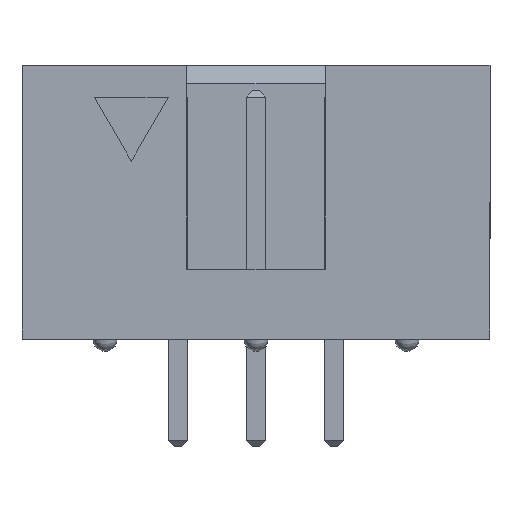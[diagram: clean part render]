
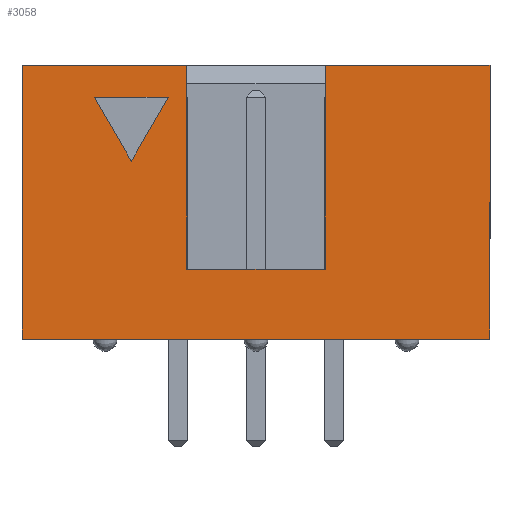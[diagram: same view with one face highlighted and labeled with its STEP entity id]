
A CAD part, front view. The second image highlights one B-rep face of the part: STEP entity #3058.
In plain terms, the highlighted planar face has unit normal (0, -1, 0).
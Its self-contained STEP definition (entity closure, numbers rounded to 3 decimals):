
#133 = CARTESIAN_POINT ( 'NONE',  ( -6.594, -2.93, 3.516 ) ) ;
#159 = ORIENTED_EDGE ( 'NONE', *, *, #6212, .T. ) ;
#217 = EDGE_CURVE ( 'NONE', #6618, #4905, #3709, .T. ) ;
#227 = DIRECTION ( 'NONE',  ( 0., -1., 0. ) ) ;
#292 = LINE ( 'NONE', #1529, #1376 ) ;
#305 = VERTEX_POINT ( 'NONE', #3284 ) ;
#503 = VECTOR ( 'NONE', #3109, 1000. ) ;
#567 = DIRECTION ( 'NONE',  ( -1., 0., 0. ) ) ;
#615 = VERTEX_POINT ( 'NONE', #3682 ) ;
#716 = VERTEX_POINT ( 'NONE', #5460 ) ;
#822 = CARTESIAN_POINT ( 'NONE',  ( -5.394, -2.93, 5.594 ) ) ;
#980 = ORIENTED_EDGE ( 'NONE', *, *, #1663, .F. ) ;
#994 = VERTEX_POINT ( 'NONE', #6341 ) ;
#1121 = CARTESIAN_POINT ( 'NONE',  ( -0.29, -2.93, -2.27 ) ) ;
#1153 = DIRECTION ( 'NONE',  ( 0., 0., 1. ) ) ;
#1294 = PLANE ( 'NONE',  #2154 ) ;
#1316 = EDGE_CURVE ( 'NONE', #716, #4252, #1574, .T. ) ;
#1359 = VECTOR ( 'NONE', #5442, 1000. ) ;
#1376 = VECTOR ( 'NONE', #2055, 1000. ) ;
#1529 = CARTESIAN_POINT ( 'NONE',  ( -5.394, -2.93, 5.594 ) ) ;
#1574 = LINE ( 'NONE', #3759, #5709 ) ;
#1650 = DIRECTION ( 'NONE',  ( 0., 0., -1. ) ) ;
#1663 = EDGE_CURVE ( 'NONE', #4905, #994, #5241, .T. ) ;
#1676 = VERTEX_POINT ( 'NONE', #2587 ) ;
#1720 = DIRECTION ( 'NONE',  ( -0.5, 0., 0.866 ) ) ;
#1918 = EDGE_CURVE ( 'NONE', #4252, #305, #4635, .T. ) ;
#2055 = DIRECTION ( 'NONE',  ( -0.5, 0., -0.866 ) ) ;
#2083 = CARTESIAN_POINT ( 'NONE',  ( 5.07, -2.93, -2.27 ) ) ;
#2128 = CARTESIAN_POINT ( 'NONE',  ( 5.07, -2.93, 0. ) ) ;
#2145 = DIRECTION ( 'NONE',  ( 1., 0., 0. ) ) ;
#2154 = AXIS2_PLACEMENT_3D ( 'NONE', #3440, #227, #3992 ) ;
#2230 = CARTESIAN_POINT ( 'NONE',  ( 5.07, -2.93, 6.63 ) ) ;
#2270 = ORIENTED_EDGE ( 'NONE', *, *, #5269, .T. ) ;
#2311 = EDGE_LOOP ( 'NONE', ( #2270, #159, #3028 ) ) ;
#2418 = LINE ( 'NONE', #5502, #3892 ) ;
#2559 = CARTESIAN_POINT ( 'NONE',  ( -2.54, -2.93, 6.63 ) ) ;
#2587 = CARTESIAN_POINT ( 'NONE',  ( -7.794, -2.93, 5.594 ) ) ;
#2688 = VECTOR ( 'NONE', #567, 1000. ) ;
#2724 = CARTESIAN_POINT ( 'NONE',  ( 5.07, -2.93, 5.594 ) ) ;
#2795 = FACE_BOUND ( 'NONE', #2311, .T. ) ;
#2945 = LINE ( 'NONE', #1121, #5666 ) ;
#2990 = ORIENTED_EDGE ( 'NONE', *, *, #217, .F. ) ;
#3028 = ORIENTED_EDGE ( 'NONE', *, *, #5609, .T. ) ;
#3058 = ADVANCED_FACE ( 'NONE', ( #2795, #3323 ), #1294, .T. ) ;
#3109 = DIRECTION ( 'NONE',  ( 0., 0., 1. ) ) ;
#3186 = ORIENTED_EDGE ( 'NONE', *, *, #6423, .T. ) ;
#3284 = CARTESIAN_POINT ( 'NONE',  ( 5.07, -2.93, -2.27 ) ) ;
#3323 = FACE_OUTER_BOUND ( 'NONE', #6141, .T. ) ;
#3422 = VERTEX_POINT ( 'NONE', #6094 ) ;
#3431 = CARTESIAN_POINT ( 'NONE',  ( -10.15, -2.93, -2.27 ) ) ;
#3440 = CARTESIAN_POINT ( 'NONE',  ( 5.07, -2.93, -2.27 ) ) ;
#3682 = CARTESIAN_POINT ( 'NONE',  ( -0.29, -2.93, 0. ) ) ;
#3709 = LINE ( 'NONE', #4361, #6419 ) ;
#3729 = EDGE_CURVE ( 'NONE', #3422, #994, #4785, .T. ) ;
#3759 = CARTESIAN_POINT ( 'NONE',  ( -2.54, -2.93, 6.63 ) ) ;
#3770 = VERTEX_POINT ( 'NONE', #133 ) ;
#3892 = VECTOR ( 'NONE', #1720, 1000. ) ;
#3992 = DIRECTION ( 'NONE',  ( 0., 0., -1. ) ) ;
#4216 = LINE ( 'NONE', #2724, #1359 ) ;
#4242 = VECTOR ( 'NONE', #6749, 1000. ) ;
#4252 = VERTEX_POINT ( 'NONE', #2230 ) ;
#4361 = CARTESIAN_POINT ( 'NONE',  ( -10.15, -2.93, -2.27 ) ) ;
#4477 = VECTOR ( 'NONE', #4791, 1000. ) ;
#4635 = LINE ( 'NONE', #2083, #4477 ) ;
#4785 = LINE ( 'NONE', #5808, #503 ) ;
#4791 = DIRECTION ( 'NONE',  ( 0., 0., -1. ) ) ;
#4905 = VERTEX_POINT ( 'NONE', #6708 ) ;
#5119 = CARTESIAN_POINT ( 'NONE',  ( -2.54, -2.93, -2.27 ) ) ;
#5129 = VERTEX_POINT ( 'NONE', #822 ) ;
#5241 = LINE ( 'NONE', #2559, #6518 ) ;
#5256 = DIRECTION ( 'NONE',  ( 1., 0., 0. ) ) ;
#5269 = EDGE_CURVE ( 'NONE', #3770, #1676, #2418, .T. ) ;
#5392 = EDGE_CURVE ( 'NONE', #6618, #305, #5686, .T. ) ;
#5417 = LINE ( 'NONE', #2128, #2688 ) ;
#5442 = DIRECTION ( 'NONE',  ( 1., 0., 0. ) ) ;
#5460 = CARTESIAN_POINT ( 'NONE',  ( -0.29, -2.93, 6.63 ) ) ;
#5502 = CARTESIAN_POINT ( 'NONE',  ( -6.594, -2.93, 3.516 ) ) ;
#5609 = EDGE_CURVE ( 'NONE', #5129, #3770, #292, .T. ) ;
#5666 = VECTOR ( 'NONE', #1650, 1000. ) ;
#5686 = LINE ( 'NONE', #5119, #4242 ) ;
#5709 = VECTOR ( 'NONE', #2145, 1000. ) ;
#5808 = CARTESIAN_POINT ( 'NONE',  ( -4.79, -2.93, -2.27 ) ) ;
#5944 = ORIENTED_EDGE ( 'NONE', *, *, #3729, .T. ) ;
#6087 = ORIENTED_EDGE ( 'NONE', *, *, #1316, .F. ) ;
#6094 = CARTESIAN_POINT ( 'NONE',  ( -4.79, -2.93, 0. ) ) ;
#6141 = EDGE_LOOP ( 'NONE', ( #6371, #3186, #5944, #980, #2990, #6699, #6729, #6087 ) ) ;
#6200 = EDGE_CURVE ( 'NONE', #716, #615, #2945, .T. ) ;
#6212 = EDGE_CURVE ( 'NONE', #1676, #5129, #4216, .T. ) ;
#6341 = CARTESIAN_POINT ( 'NONE',  ( -4.79, -2.93, 6.63 ) ) ;
#6371 = ORIENTED_EDGE ( 'NONE', *, *, #6200, .T. ) ;
#6419 = VECTOR ( 'NONE', #1153, 1000. ) ;
#6423 = EDGE_CURVE ( 'NONE', #615, #3422, #5417, .T. ) ;
#6518 = VECTOR ( 'NONE', #5256, 1000. ) ;
#6618 = VERTEX_POINT ( 'NONE', #3431 ) ;
#6699 = ORIENTED_EDGE ( 'NONE', *, *, #5392, .T. ) ;
#6708 = CARTESIAN_POINT ( 'NONE',  ( -10.15, -2.93, 6.63 ) ) ;
#6729 = ORIENTED_EDGE ( 'NONE', *, *, #1918, .F. ) ;
#6749 = DIRECTION ( 'NONE',  ( 1., 0., 0. ) ) ;
